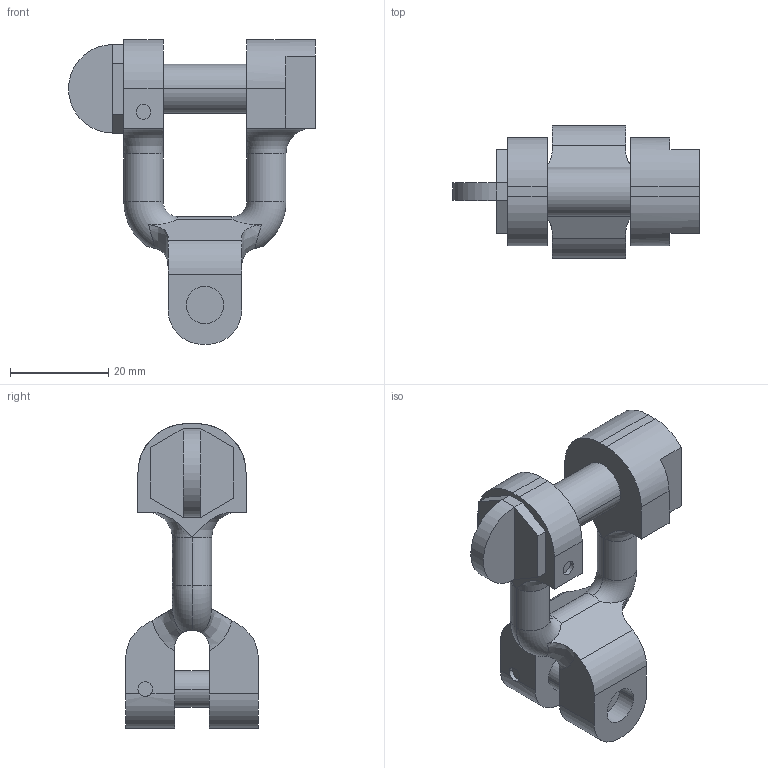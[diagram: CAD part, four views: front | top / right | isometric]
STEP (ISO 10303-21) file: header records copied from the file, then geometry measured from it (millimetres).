
FILE_DESCRIPTION((''),'2;1');
FILE_NAME('001-M31085-P-1','2004-05-27T',('Haas'),(''),'PRO/ENGINEER BY PARAMETRIC TECHNOLOGY CORPORATION, 2001400','PRO/ENGINEER BY PARAMETRIC TECHNOLOGY CORPORATION, 2001400','');
FILE_SCHEMA(('CONFIG_CONTROL_DESIGN'));
Length unit declared in the file: millimetre
Products named in the file (1): 001-M31085-P-1
Bounding box: 50.25 x 27 x 62 mm (x, y, z)
Volume: 18835 mm3; surface area: 7807.7 mm2
Topology: 1 solids, 1 shells, 378 faces, 1060 edges, 701 vertices
Faces by surface type: plane 327, cylinder 38, torus 9, bspline 4
Entity records: 12538 total; most frequent: CARTESIAN_POINT 3150, ORIENTED_EDGE 2120, DIRECTION 1666, EDGE_CURVE 1060, VECTOR 704, LINE 704, VERTEX_POINT 701, AXIS2_PLACEMENT_3D 481
